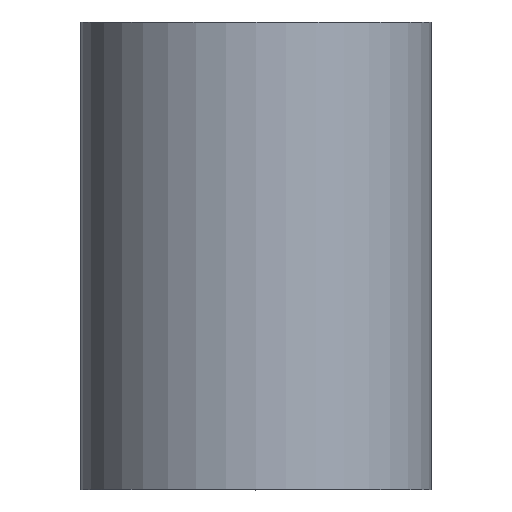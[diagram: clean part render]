
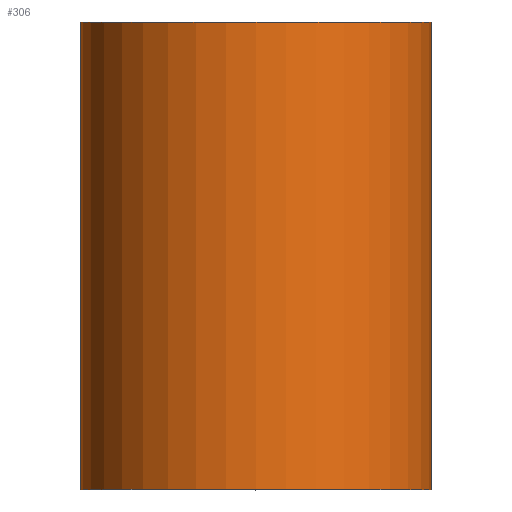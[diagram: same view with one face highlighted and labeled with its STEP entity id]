
A CAD part, top view. The second image highlights one B-rep face of the part: STEP entity #306.
In plain terms, the highlighted cylindrical face has radius 7.5 mm (diameter 15 mm), a partial arc.
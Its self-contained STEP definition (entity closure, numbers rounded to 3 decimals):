
#306=ADVANCED_FACE('',(#762),#763,.T.);
#494=EDGE_CURVE('',#534,#562,#974,.T.);
#534=VERTEX_POINT('',#1021);
#562=VERTEX_POINT('',#1055);
#572=EDGE_CURVE('',#594,#562,#1065,.T.);
#574=EDGE_CURVE('',#594,#586,#1067,.T.);
#586=VERTEX_POINT('',#1080);
#594=VERTEX_POINT('',#1089);
#656=EDGE_CURVE('',#534,#586,#1164,.T.);
#762=FACE_OUTER_BOUND('',#1279,.T.);
#763=CYLINDRICAL_SURFACE('',#1280,7.5);
#974=LINE('',#1565,#1566);
#1021=CARTESIAN_POINT('',(-7.5,20.0,0.));
#1055=CARTESIAN_POINT('',(-7.5,0.0,0.));
#1065=CIRCLE('',#1680,7.5);
#1067=LINE('',#1683,#1684);
#1080=CARTESIAN_POINT('',(7.5,20.0,0.0));
#1089=CARTESIAN_POINT('',(7.5,0.0,0.0));
#1164=CIRCLE('',#1799,7.5);
#1279=EDGE_LOOP('',(#1907,#1908,#1909,#1910));
#1280=AXIS2_PLACEMENT_3D('',#1911,#1912,#1913);
#1565=CARTESIAN_POINT('',(-7.5,10.0,0.));
#1566=VECTOR('',#2174,1.0);
#1680=AXIS2_PLACEMENT_3D('',#2304,#2305,#2306);
#1683=CARTESIAN_POINT('',(7.5,10.0,0.));
#1684=VECTOR('',#2307,1.0);
#1799=AXIS2_PLACEMENT_3D('',#2418,#2419,#2420);
#1907=ORIENTED_EDGE('',*,*,#574,.T.);
#1908=ORIENTED_EDGE('',*,*,#656,.F.);
#1909=ORIENTED_EDGE('',*,*,#494,.T.);
#1910=ORIENTED_EDGE('',*,*,#572,.F.);
#1911=CARTESIAN_POINT('',(0.0,10.0,0.0));
#1912=DIRECTION('',(0.0,-1.0,-0.0));
#1913=DIRECTION('',(1.0,0.0,0.0));
#2174=DIRECTION('',(-0.0,-1.0,-0.0));
#2304=CARTESIAN_POINT('',(0.0,0.0,0.0));
#2305=DIRECTION('',(0.0,-1.0,0.0));
#2306=DIRECTION('',(1.0,0.0,0.0));
#2307=DIRECTION('',(0.0,1.0,0.0));
#2418=CARTESIAN_POINT('',(0.0,20.0,0.0));
#2419=DIRECTION('',(-0.0,1.0,0.0));
#2420=DIRECTION('',(1.0,0.0,0.0));
